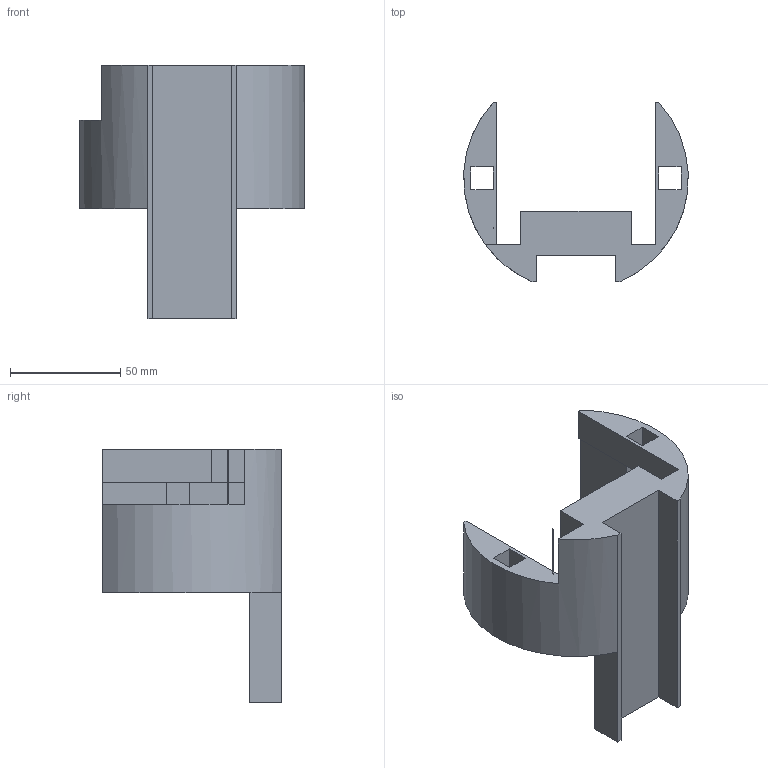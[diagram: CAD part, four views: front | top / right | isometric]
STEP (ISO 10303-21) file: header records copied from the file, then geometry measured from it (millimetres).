
FILE_DESCRIPTION(/* description */ (''),/* implementation_level */ '2;1');
FILE_NAME(/* name */ 'Component78.step',/* time_stamp */ '2025-05-01T12:48:27+09:00',/* author */ (''),/* organization */ (''),/* preprocessor_version */ 'ST-DEVELOPER v20.1',/* originating_system */ 'Autodesk Translation Framework v14.4.0.0',/* authorisation */ '');
FILE_SCHEMA (('AUTOMOTIVE_DESIGN { 1 0 10303 214 3 1 1 }'));
Length unit declared in the file: millimetre
Products named in the file (1): Fusion コンポーネント
Bounding box: 101.87 x 81.48 x 115 mm (x, y, z)
Volume: 115545.5 mm3; surface area: 43077.7 mm2
Topology: 1 solids, 1 shells, 50 faces, 139 edges, 90 vertices
Faces by surface type: plane 45, cylinder 5
Entity records: 1620 total; most frequent: CARTESIAN_POINT 280, ORIENTED_EDGE 278, DIRECTION 254, EDGE_CURVE 139, LINE 126, VECTOR 126, VERTEX_POINT 90, AXIS2_PLACEMENT_3D 64
